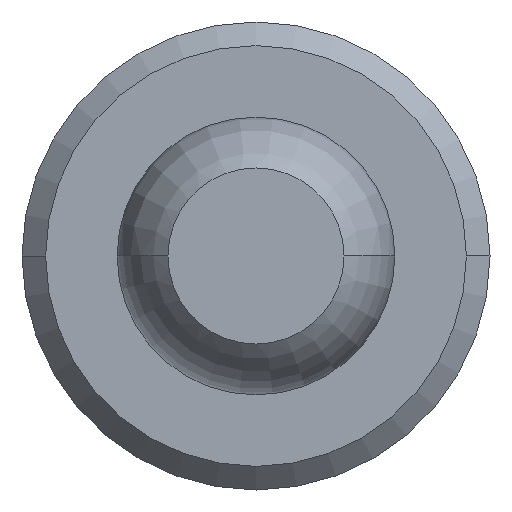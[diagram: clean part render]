
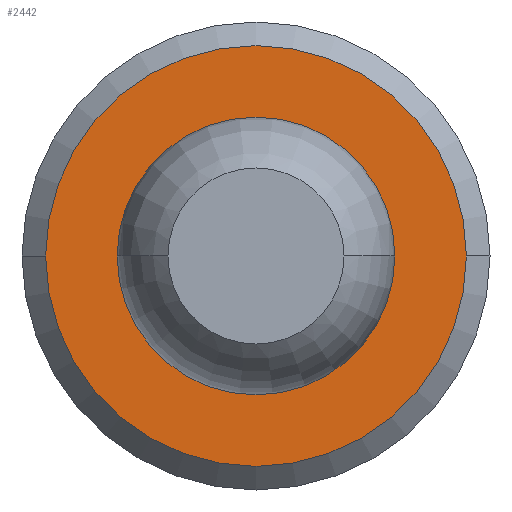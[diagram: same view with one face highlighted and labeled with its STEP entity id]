
A CAD part, front view. The second image highlights one B-rep face of the part: STEP entity #2442.
In plain terms, the highlighted planar face has unit normal (0, -1, 0).
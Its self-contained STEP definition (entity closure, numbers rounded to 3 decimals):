
#116 = DIRECTION ( 'NONE',  ( 0., 1., 0. ) ) ;
#162 = ORIENTED_EDGE ( 'NONE', *, *, #1680, .T. ) ;
#165 = ORIENTED_EDGE ( 'NONE', *, *, #1936, .T. ) ;
#235 = DIRECTION ( 'NONE',  ( 0., 1., 0. ) ) ;
#266 = CARTESIAN_POINT ( 'NONE',  ( 0., 6.4, 0. ) ) ;
#287 = DIRECTION ( 'NONE',  ( 0., -1., 0. ) ) ;
#420 = AXIS2_PLACEMENT_3D ( 'NONE', #3433, #116, #2234 ) ;
#441 = EDGE_CURVE ( 'Defeature ausgef�hrt1_6+Defeature ausgef�hrt1_5+Defeature ausgef�hrt1_5+Defeature ausgef�hrt1_5', #1825, #1040, #1411, .T. ) ;
#495 = VERTEX_POINT ( 'NONE', #2010 ) ;
#530 = DIRECTION ( 'NONE',  ( 0., 1., 0. ) ) ;
#607 = VERTEX_POINT ( 'NONE', #3313 ) ;
#1040 = VERTEX_POINT ( 'NONE', #1289 ) ;
#1130 = PLANE ( 'NONE',  #1310 ) ;
#1169 = AXIS2_PLACEMENT_3D ( 'NONE', #266, #3884, #2505 ) ;
#1196 = CARTESIAN_POINT ( 'NONE',  ( 0., 6.4, 0. ) ) ;
#1269 = DIRECTION ( 'NONE',  ( 1., 0., 0. ) ) ;
#1289 = CARTESIAN_POINT ( 'NONE',  ( -0.76, 6.4, 0. ) ) ;
#1310 = AXIS2_PLACEMENT_3D ( 'NONE', #3838, #235, #2351 ) ;
#1377 = AXIS2_PLACEMENT_3D ( 'NONE', #1778, #287, #3601 ) ;
#1411 = CIRCLE ( 'NONE', #420, 0.76 ) ;
#1463 = EDGE_LOOP ( 'NONE', ( #165, #3647 ) ) ;
#1509 = EDGE_LOOP ( 'NONE', ( #1571, #162 ) ) ;
#1571 = ORIENTED_EDGE ( 'NONE', *, *, #441, .T. ) ;
#1680 = EDGE_CURVE ( 'Defeature ausgef�hrt1_6+Defeature ausgef�hrt1_5+Defeature ausgef�hrt1_5+Defeature ausgef�hrt1_5', #1040, #1825, #1707, .T. ) ;
#1707 = CIRCLE ( 'NONE', #2380, 0.76 ) ;
#1778 = CARTESIAN_POINT ( 'NONE',  ( 0., 6.4, 0. ) ) ;
#1825 = VERTEX_POINT ( 'NONE', #2141 ) ;
#1936 = EDGE_CURVE ( 'Defeature ausgef�hrt1_6+Defeature ausgef�hrt1_9+Defeature ausgef�hrt1_9+Defeature ausgef�hrt1_9', #607, #495, #3235, .T. ) ;
#2010 = CARTESIAN_POINT ( 'NONE',  ( -1.78, 6.4, 0. ) ) ;
#2141 = CARTESIAN_POINT ( 'NONE',  ( 0.76, 6.4, 0. ) ) ;
#2234 = DIRECTION ( 'NONE',  ( 1., 0., 0. ) ) ;
#2351 = DIRECTION ( 'NONE',  ( 1., 0., 0. ) ) ;
#2380 = AXIS2_PLACEMENT_3D ( 'NONE', #1196, #530, #1269 ) ;
#2442 = ADVANCED_FACE ( 'Defeature ausgef�hrt1_6', ( #3490, #2689 ), #1130, .F. ) ;
#2505 = DIRECTION ( 'NONE',  ( 1., 0., 0. ) ) ;
#2689 = FACE_BOUND ( 'NONE', #1509, .T. ) ;
#2954 = CIRCLE ( 'NONE', #1169, 1.78 ) ;
#3235 = CIRCLE ( 'NONE', #1377, 1.78 ) ;
#3313 = CARTESIAN_POINT ( 'NONE',  ( 1.78, 6.4, 0. ) ) ;
#3433 = CARTESIAN_POINT ( 'NONE',  ( 0., 6.4, 0. ) ) ;
#3490 = FACE_OUTER_BOUND ( 'NONE', #1463, .T. ) ;
#3601 = DIRECTION ( 'NONE',  ( 1., 0., 0. ) ) ;
#3647 = ORIENTED_EDGE ( 'NONE', *, *, #3677, .T. ) ;
#3677 = EDGE_CURVE ( 'Defeature ausgef�hrt1_6+Defeature ausgef�hrt1_9+Defeature ausgef�hrt1_9+Defeature ausgef�hrt1_9', #495, #607, #2954, .T. ) ;
#3838 = CARTESIAN_POINT ( 'NONE',  ( 0., 6.4, -0.76 ) ) ;
#3884 = DIRECTION ( 'NONE',  ( 0., -1., 0. ) ) ;
